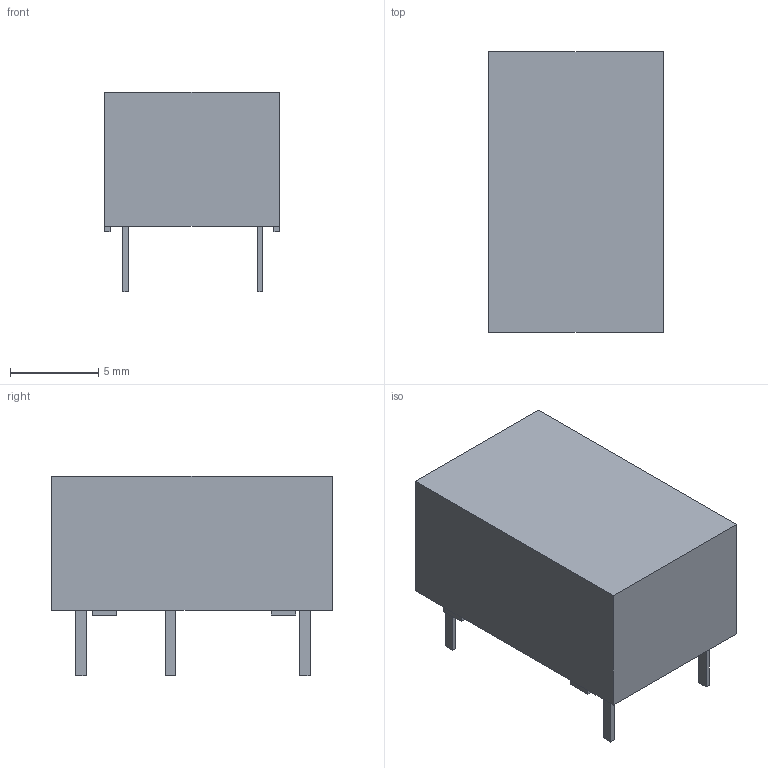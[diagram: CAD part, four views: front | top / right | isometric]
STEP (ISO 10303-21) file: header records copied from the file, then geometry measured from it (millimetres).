
FILE_DESCRIPTION(('FreeCAD Model'),'2;1');
FILE_NAME('Relay_SPDT_Omron_G6E.step','2018-01-11T23:01:04',('kicad StepUp'),( 'ksu MCAD'),'Open CASCADE STEP processor 6.8','FreeCAD','Unknown');
FILE_SCHEMA(('AUTOMOTIVE_DESIGN_CC2 { 1 2 10303 214 -1 1 5 4 }'));
Length unit declared in the file: millimetre
Products named in the file (1): Relay_SPDT_Omron_G6E
Bounding box: 9.9 x 15.9 x 11.3 mm (x, y, z)
Volume: 1199.7 mm3; surface area: 742.9 mm2
Topology: 1 solids, 1 shells, 51 faces, 124 edges, 80 vertices
Faces by surface type: plane 51
Entity records: 1044 total; most frequent: ORIENTED_EDGE 186, CARTESIAN_POINT 137, EDGE_CURVE 124, LINE 120, VERTEX_POINT 80, FACE_BOUND 56, EDGE_LOOP 56, AXIS2_PLACEMENT_3D 52
